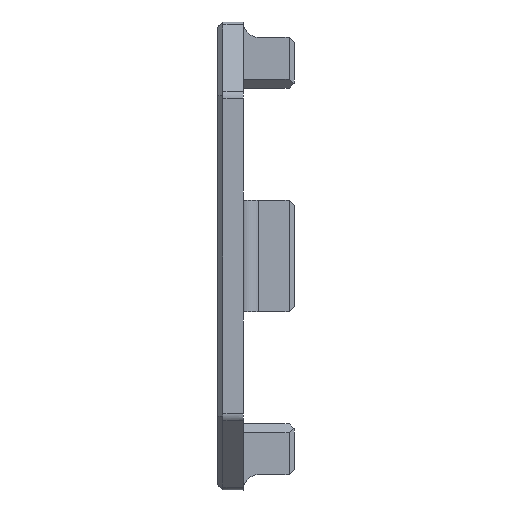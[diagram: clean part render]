
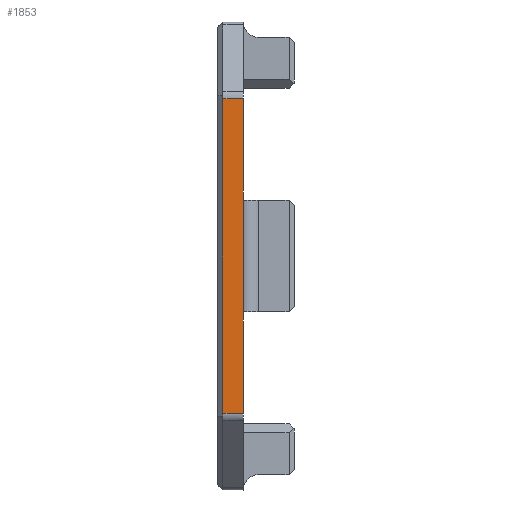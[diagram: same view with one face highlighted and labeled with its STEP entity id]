
A CAD part, left-side view. The second image highlights one B-rep face of the part: STEP entity #1853.
In plain terms, the highlighted planar face has unit normal (-1, 0, 0).
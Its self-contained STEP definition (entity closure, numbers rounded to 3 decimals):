
#43 = PLANE ( 'NONE',  #1527 ) ;
#95 = EDGE_CURVE ( 'NONE', #288, #1812, #1788, .T. ) ;
#174 = ORIENTED_EDGE ( 'NONE', *, *, #95, .F. ) ;
#195 = EDGE_CURVE ( 'NONE', #288, #2099, #207, .T. ) ;
#207 = LINE ( 'NONE', #2262, #1821 ) ;
#288 = VERTEX_POINT ( 'NONE', #1725 ) ;
#366 = EDGE_CURVE ( 'NONE', #1955, #1812, #1745, .T. ) ;
#485 = CARTESIAN_POINT ( 'NONE',  ( -46., 0., 30.953 ) ) ;
#509 = DIRECTION ( 'NONE',  ( 0., 0., 1. ) ) ;
#576 = CARTESIAN_POINT ( 'NONE',  ( -46., 4., -31.782 ) ) ;
#603 = DIRECTION ( 'NONE',  ( 0., 0., 1. ) ) ;
#669 = CARTESIAN_POINT ( 'NONE',  ( -46., 4., 30.953 ) ) ;
#683 = CARTESIAN_POINT ( 'NONE',  ( -46., 0., 11. ) ) ;
#696 = EDGE_CURVE ( 'NONE', #1536, #2347, #2255, .T. ) ;
#760 = DIRECTION ( 'NONE',  ( 0., 0., -1. ) ) ;
#1035 = DIRECTION ( 'NONE',  ( 0., 0., 1. ) ) ;
#1174 = CARTESIAN_POINT ( 'NONE',  ( -46., 4., -30.953 ) ) ;
#1229 = VECTOR ( 'NONE', #760, 1000. ) ;
#1316 = ORIENTED_EDGE ( 'NONE', *, *, #1431, .T. ) ;
#1392 = EDGE_LOOP ( 'NONE', ( #1520, #2027, #1742, #1316, #1579, #174 ) ) ;
#1431 = EDGE_CURVE ( 'NONE', #2347, #1955, #1499, .T. ) ;
#1462 = VECTOR ( 'NONE', #2196, 1000. ) ;
#1483 = CARTESIAN_POINT ( 'NONE',  ( -46., 0., 30.953 ) ) ;
#1499 = LINE ( 'NONE', #2359, #1462 ) ;
#1503 = DIRECTION ( 'NONE',  ( 0., 1., 0. ) ) ;
#1520 = ORIENTED_EDGE ( 'NONE', *, *, #195, .T. ) ;
#1527 = AXIS2_PLACEMENT_3D ( 'NONE', #2169, #2346, #603 ) ;
#1536 = VERTEX_POINT ( 'NONE', #669 ) ;
#1579 = ORIENTED_EDGE ( 'NONE', *, *, #366, .T. ) ;
#1620 = CARTESIAN_POINT ( 'NONE',  ( -46., 0., 46. ) ) ;
#1638 = EDGE_CURVE ( 'NONE', #2099, #1536, #1676, .T. ) ;
#1676 = LINE ( 'NONE', #1483, #2306 ) ;
#1677 = VECTOR ( 'NONE', #2006, 1000. ) ;
#1725 = CARTESIAN_POINT ( 'NONE',  ( -46., 0., 11. ) ) ;
#1742 = ORIENTED_EDGE ( 'NONE', *, *, #696, .T. ) ;
#1745 = LINE ( 'NONE', #1620, #2316 ) ;
#1788 = LINE ( 'NONE', #683, #1677 ) ;
#1812 = VERTEX_POINT ( 'NONE', #1967 ) ;
#1820 = FACE_OUTER_BOUND ( 'NONE', #1392, .T. ) ;
#1821 = VECTOR ( 'NONE', #509, 1000. ) ;
#1853 = ADVANCED_FACE ( 'NONE', ( #1820 ), #43, .T. ) ;
#1955 = VERTEX_POINT ( 'NONE', #2378 ) ;
#1967 = CARTESIAN_POINT ( 'NONE',  ( -46., 0., -11. ) ) ;
#2006 = DIRECTION ( 'NONE',  ( 0., 0., -1. ) ) ;
#2027 = ORIENTED_EDGE ( 'NONE', *, *, #1638, .T. ) ;
#2099 = VERTEX_POINT ( 'NONE', #485 ) ;
#2169 = CARTESIAN_POINT ( 'NONE',  ( -46., 0., 46. ) ) ;
#2196 = DIRECTION ( 'NONE',  ( 0., -1., 0. ) ) ;
#2255 = LINE ( 'NONE', #576, #1229 ) ;
#2262 = CARTESIAN_POINT ( 'NONE',  ( -46., 0., 46. ) ) ;
#2306 = VECTOR ( 'NONE', #1503, 1000. ) ;
#2316 = VECTOR ( 'NONE', #1035, 1000. ) ;
#2346 = DIRECTION ( 'NONE',  ( -1., 0., 0. ) ) ;
#2347 = VERTEX_POINT ( 'NONE', #1174 ) ;
#2359 = CARTESIAN_POINT ( 'NONE',  ( -46., 0., -30.953 ) ) ;
#2378 = CARTESIAN_POINT ( 'NONE',  ( -46., 0., -30.953 ) ) ;
